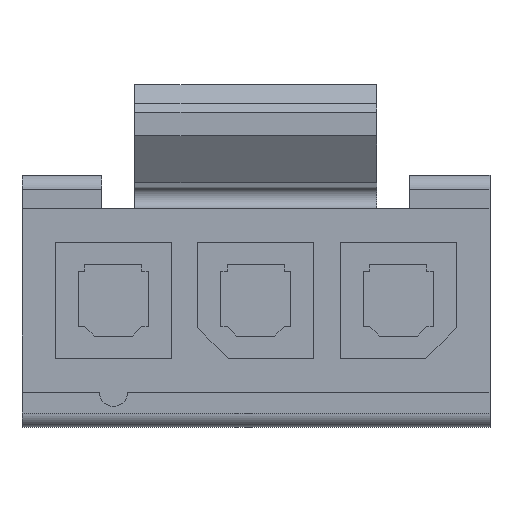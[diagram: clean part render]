
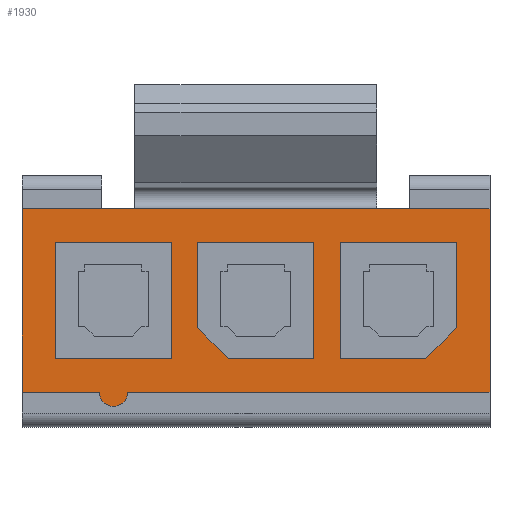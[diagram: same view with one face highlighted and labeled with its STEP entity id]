
A CAD part, front view. The second image highlights one B-rep face of the part: STEP entity #1930.
In plain terms, the highlighted planar face has unit normal (0, -1, 0).
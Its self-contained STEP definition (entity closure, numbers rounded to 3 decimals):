
#22=DIRECTION('',(0.,0.,-1.));
#23=VECTOR('',#22,3.86);
#24=CARTESIAN_POINT('',(-4.92,-4.,1.95));
#25=LINE('',#24,#23);
#336=DIRECTION('',(0.,0.,-1.));
#337=VECTOR('',#336,3.86);
#338=CARTESIAN_POINT('',(4.93,-4.,1.95));
#339=LINE('',#338,#337);
#374=DIRECTION('',(1.,0.,0.));
#375=VECTOR('',#374,1.625);
#376=CARTESIAN_POINT('',(-4.92,-4.,-1.91));
#377=LINE('',#376,#375);
#382=DIRECTION('',(1.,0.,0.));
#383=VECTOR('',#382,7.625);
#384=CARTESIAN_POINT('',(-2.695,-4.,-1.91));
#385=LINE('',#384,#383);
#390=DIRECTION('',(0.,0.,-1.));
#391=VECTOR('',#390,2.45);
#392=CARTESIAN_POINT('',(-1.775,-4.,1.245));
#393=LINE('',#392,#391);
#394=DIRECTION('',(1.,0.,0.));
#395=VECTOR('',#394,2.45);
#396=CARTESIAN_POINT('',(-4.225,-4.,1.245));
#397=LINE('',#396,#395);
#398=DIRECTION('',(0.,0.,1.));
#399=VECTOR('',#398,2.45);
#400=CARTESIAN_POINT('',(-4.225,-4.,-1.205));
#401=LINE('',#400,#399);
#402=DIRECTION('',(-1.,0.,0.));
#403=VECTOR('',#402,2.45);
#404=CARTESIAN_POINT('',(-1.775,-4.,-1.205));
#405=LINE('',#404,#403);
#406=DIRECTION('',(-1.,0.,0.));
#407=VECTOR('',#406,1.8);
#408=CARTESIAN_POINT('',(3.575,-4.,-1.205));
#409=LINE('',#408,#407);
#410=DIRECTION('',(-0.707,0.,-0.707));
#411=VECTOR('',#410,0.919);
#412=CARTESIAN_POINT('',(4.225,-4.,-0.555));
#413=LINE('',#412,#411);
#414=DIRECTION('',(0.,0.,-1.));
#415=VECTOR('',#414,1.8);
#416=CARTESIAN_POINT('',(4.225,-4.,1.245));
#417=LINE('',#416,#415);
#418=DIRECTION('',(1.,0.,0.));
#419=VECTOR('',#418,2.45);
#420=CARTESIAN_POINT('',(1.775,-4.,1.245));
#421=LINE('',#420,#419);
#422=DIRECTION('',(0.,0.,1.));
#423=VECTOR('',#422,2.45);
#424=CARTESIAN_POINT('',(1.775,-4.,-1.205));
#425=LINE('',#424,#423);
#426=DIRECTION('',(0.,0.,1.));
#427=VECTOR('',#426,1.8);
#428=CARTESIAN_POINT('',(-1.225,-4.,-0.555));
#429=LINE('',#428,#427);
#430=DIRECTION('',(-0.707,0.,0.707));
#431=VECTOR('',#430,0.919);
#432=CARTESIAN_POINT('',(-0.575,-4.,-1.205));
#433=LINE('',#432,#431);
#434=DIRECTION('',(-1.,0.,0.));
#435=VECTOR('',#434,1.8);
#436=CARTESIAN_POINT('',(1.225,-4.,-1.205));
#437=LINE('',#436,#435);
#438=DIRECTION('',(0.,0.,-1.));
#439=VECTOR('',#438,2.45);
#440=CARTESIAN_POINT('',(1.225,-4.,1.245));
#441=LINE('',#440,#439);
#442=DIRECTION('',(1.,0.,0.));
#443=VECTOR('',#442,2.45);
#444=CARTESIAN_POINT('',(-1.225,-4.,1.245));
#445=LINE('',#444,#443);
#446=CARTESIAN_POINT('',(-2.995,-4.,-1.91));
#447=DIRECTION('',(0.,-1.,0.));
#448=DIRECTION('',(-1.,0.,0.));
#449=AXIS2_PLACEMENT_3D('',#446,#447,#448);
#451=DIRECTION('',(1.,0.,0.));
#452=VECTOR('',#451,9.85);
#453=CARTESIAN_POINT('',(-4.92,-4.,1.95));
#454=LINE('',#453,#452);
#999=CARTESIAN_POINT('',(-4.92,-4.,1.95));
#1000=CARTESIAN_POINT('',(-4.92,-4.,-1.91));
#1001=VERTEX_POINT('',#999);
#1002=VERTEX_POINT('',#1000);
#1005=CARTESIAN_POINT('',(4.93,-4.,1.95));
#1006=CARTESIAN_POINT('',(4.93,-4.,-1.91));
#1007=VERTEX_POINT('',#1005);
#1008=VERTEX_POINT('',#1006);
#1019=CARTESIAN_POINT('',(-1.775,-4.,1.245));
#1020=VERTEX_POINT('',#1019);
#1021=CARTESIAN_POINT('',(-1.775,-4.,-1.205));
#1022=VERTEX_POINT('',#1021);
#1023=CARTESIAN_POINT('',(-4.225,-4.,-1.205));
#1024=VERTEX_POINT('',#1023);
#1025=CARTESIAN_POINT('',(-4.225,-4.,1.245));
#1026=VERTEX_POINT('',#1025);
#1033=CARTESIAN_POINT('',(1.225,-4.,1.245));
#1034=VERTEX_POINT('',#1033);
#1035=CARTESIAN_POINT('',(1.225,-4.,-1.205));
#1036=VERTEX_POINT('',#1035);
#1037=CARTESIAN_POINT('',(-1.225,-4.,1.245));
#1038=VERTEX_POINT('',#1037);
#1045=CARTESIAN_POINT('',(4.225,-4.,1.245));
#1046=VERTEX_POINT('',#1045);
#1047=CARTESIAN_POINT('',(1.775,-4.,-1.205));
#1048=VERTEX_POINT('',#1047);
#1049=CARTESIAN_POINT('',(1.775,-4.,1.245));
#1050=VERTEX_POINT('',#1049);
#1195=CARTESIAN_POINT('',(4.225,-4.,-0.555));
#1196=CARTESIAN_POINT('',(3.575,-4.,-1.205));
#1197=VERTEX_POINT('',#1195);
#1198=VERTEX_POINT('',#1196);
#1199=CARTESIAN_POINT('',(-0.575,-4.,-1.205));
#1200=CARTESIAN_POINT('',(-1.225,-4.,-0.555));
#1201=VERTEX_POINT('',#1199);
#1202=VERTEX_POINT('',#1200);
#1215=CARTESIAN_POINT('',(-3.295,-4.,-1.91));
#1216=VERTEX_POINT('',#1215);
#1217=CARTESIAN_POINT('',(-2.695,-4.,-1.91));
#1218=VERTEX_POINT('',#1217);
#1883=CARTESIAN_POINT('',(-4.92,-4.,1.95));
#1884=DIRECTION('',(0.,-1.,0.));
#1885=DIRECTION('',(0.,0.,-1.));
#1886=AXIS2_PLACEMENT_3D('',#1883,#1884,#1885);
#1887=PLANE('',#1886);
#1888=ORIENTED_EDGE('',*,*,#1875,.F.);
#1889=ORIENTED_EDGE('',*,*,#1850,.F.);
#1890=ORIENTED_EDGE('',*,*,#1862,.F.);
#1891=ORIENTED_EDGE('',*,*,#1342,.F.);
#1892=ORIENTED_EDGE('',*,*,#1394,.T.);
#1893=ORIENTED_EDGE('',*,*,#1756,.T.);
#1894=EDGE_LOOP('',(#1888,#1889,#1890,#1891,#1892,#1893));
#1895=FACE_OUTER_BOUND('',#1894,.F.);
#1897=ORIENTED_EDGE('',*,*,#1896,.F.);
#1899=ORIENTED_EDGE('',*,*,#1898,.F.);
#1901=ORIENTED_EDGE('',*,*,#1900,.F.);
#1903=ORIENTED_EDGE('',*,*,#1902,.F.);
#1905=ORIENTED_EDGE('',*,*,#1904,.F.);
#1906=EDGE_LOOP('',(#1897,#1899,#1901,#1903,#1905));
#1907=FACE_BOUND('',#1906,.F.);
#1909=ORIENTED_EDGE('',*,*,#1908,.F.);
#1911=ORIENTED_EDGE('',*,*,#1910,.F.);
#1913=ORIENTED_EDGE('',*,*,#1912,.F.);
#1915=ORIENTED_EDGE('',*,*,#1914,.F.);
#1917=ORIENTED_EDGE('',*,*,#1916,.F.);
#1918=EDGE_LOOP('',(#1909,#1911,#1913,#1915,#1917));
#1919=FACE_BOUND('',#1918,.F.);
#1921=ORIENTED_EDGE('',*,*,#1920,.F.);
#1923=ORIENTED_EDGE('',*,*,#1922,.F.);
#1925=ORIENTED_EDGE('',*,*,#1924,.F.);
#1927=ORIENTED_EDGE('',*,*,#1926,.F.);
#1928=EDGE_LOOP('',(#1921,#1923,#1925,#1927));
#1929=FACE_BOUND('',#1928,.F.);
#1930=ADVANCED_FACE('',(#1895,#1907,#1919,#1929),#1887,.T.);
#450=CIRCLE('',#449,0.3);
#1342=EDGE_CURVE('',#1001,#1002,#25,.T.);
#1394=EDGE_CURVE('',#1001,#1007,#454,.T.);
#1756=EDGE_CURVE('',#1007,#1008,#339,.T.);
#1850=EDGE_CURVE('',#1216,#1218,#450,.T.);
#1862=EDGE_CURVE('',#1002,#1216,#377,.T.);
#1875=EDGE_CURVE('',#1218,#1008,#385,.T.);
#1896=EDGE_CURVE('',#1198,#1048,#409,.T.);
#1898=EDGE_CURVE('',#1197,#1198,#413,.T.);
#1900=EDGE_CURVE('',#1046,#1197,#417,.T.);
#1902=EDGE_CURVE('',#1050,#1046,#421,.T.);
#1904=EDGE_CURVE('',#1048,#1050,#425,.T.);
#1908=EDGE_CURVE('',#1202,#1038,#429,.T.);
#1910=EDGE_CURVE('',#1201,#1202,#433,.T.);
#1912=EDGE_CURVE('',#1036,#1201,#437,.T.);
#1914=EDGE_CURVE('',#1034,#1036,#441,.T.);
#1916=EDGE_CURVE('',#1038,#1034,#445,.T.);
#1920=EDGE_CURVE('',#1020,#1022,#393,.T.);
#1922=EDGE_CURVE('',#1026,#1020,#397,.T.);
#1924=EDGE_CURVE('',#1024,#1026,#401,.T.);
#1926=EDGE_CURVE('',#1022,#1024,#405,.T.);
